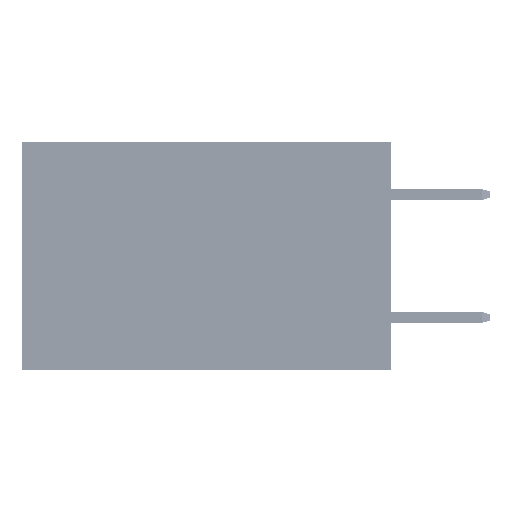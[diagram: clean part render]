
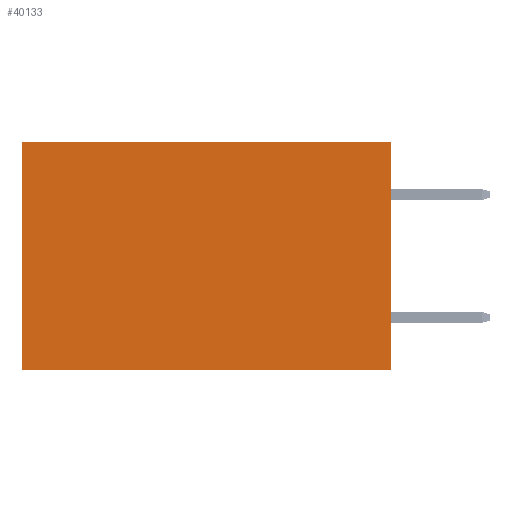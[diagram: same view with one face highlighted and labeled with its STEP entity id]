
A CAD part, left-side view. The second image highlights one B-rep face of the part: STEP entity #40133.
In plain terms, the highlighted planar face has unit normal (-1, 0, 0).
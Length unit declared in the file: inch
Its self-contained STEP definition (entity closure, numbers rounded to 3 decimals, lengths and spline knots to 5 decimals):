
#494 = EDGE_CURVE ( 'NONE', #27822, #23093, #40731, .T. ) ;
#767 = CARTESIAN_POINT ( 'NONE',  ( 0.2875, 0., -0.37 ) ) ;
#2683 = VERTEX_POINT ( 'NONE', #42882 ) ;
#5588 = DIRECTION ( 'NONE',  ( 0., 0., -1. ) ) ;
#6805 = ORIENTED_EDGE ( 'NONE', *, *, #10366, .T. ) ;
#7354 = EDGE_CURVE ( 'NONE', #23093, #2683, #24431, .T. ) ;
#7623 = EDGE_CURVE ( 'NONE', #27822, #8125, #48873, .T. ) ;
#8125 = VERTEX_POINT ( 'NONE', #38528 ) ;
#9475 = PLANE ( 'NONE',  #21684 ) ;
#9556 = VECTOR ( 'NONE', #25443, 39.37008 ) ;
#9875 = CARTESIAN_POINT ( 'NONE',  ( 0.2875, 0.6, 0. ) ) ;
#10366 = EDGE_CURVE ( 'NONE', #8125, #2683, #41240, .T. ) ;
#11042 = ORIENTED_EDGE ( 'NONE', *, *, #7354, .F. ) ;
#13768 = VECTOR ( 'NONE', #50369, 39.37008 ) ;
#16312 = DIRECTION ( 'NONE',  ( 0., 0., -1. ) ) ;
#21375 = DIRECTION ( 'NONE',  ( 0., 0., -1. ) ) ;
#21684 = AXIS2_PLACEMENT_3D ( 'NONE', #21887, #37072, #21375 ) ;
#21887 = CARTESIAN_POINT ( 'NONE',  ( 0.2875, 0., 0. ) ) ;
#23093 = VERTEX_POINT ( 'NONE', #767 ) ;
#24431 = LINE ( 'NONE', #49018, #9556 ) ;
#25443 = DIRECTION ( 'NONE',  ( 0., 1., 0. ) ) ;
#26473 = VECTOR ( 'NONE', #16312, 39.37008 ) ;
#27174 = CARTESIAN_POINT ( 'NONE',  ( 0.2875, 0., 0. ) ) ;
#27822 = VERTEX_POINT ( 'NONE', #27174 ) ;
#28186 = ORIENTED_EDGE ( 'NONE', *, *, #7623, .T. ) ;
#36841 = EDGE_LOOP ( 'NONE', ( #6805, #11042, #38642, #28186 ) ) ;
#37072 = DIRECTION ( 'NONE',  ( 1., 0., 0. ) ) ;
#37974 = FACE_OUTER_BOUND ( 'NONE', #36841, .T. ) ;
#38528 = CARTESIAN_POINT ( 'NONE',  ( 0.2875, 0.6, 0. ) ) ;
#38642 = ORIENTED_EDGE ( 'NONE', *, *, #494, .F. ) ;
#40133 = ADVANCED_FACE ( 'NONE', ( #37974 ), #9475, .F. ) ;
#40731 = LINE ( 'NONE', #47668, #26473 ) ;
#41240 = LINE ( 'NONE', #9875, #42451 ) ;
#42451 = VECTOR ( 'NONE', #5588, 39.37008 ) ;
#42882 = CARTESIAN_POINT ( 'NONE',  ( 0.2875, 0.6, -0.37 ) ) ;
#46771 = CARTESIAN_POINT ( 'NONE',  ( 0.2875, 0., 0. ) ) ;
#47668 = CARTESIAN_POINT ( 'NONE',  ( 0.2875, 0., 0. ) ) ;
#48873 = LINE ( 'NONE', #46771, #13768 ) ;
#49018 = CARTESIAN_POINT ( 'NONE',  ( 0.2875, 0., -0.37 ) ) ;
#50369 = DIRECTION ( 'NONE',  ( 0., 1., 0. ) ) ;
